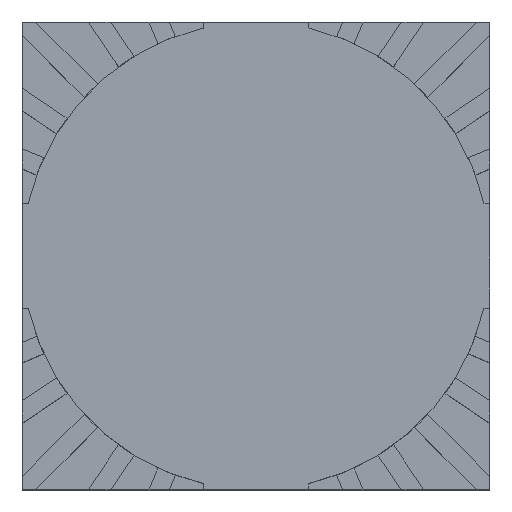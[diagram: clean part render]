
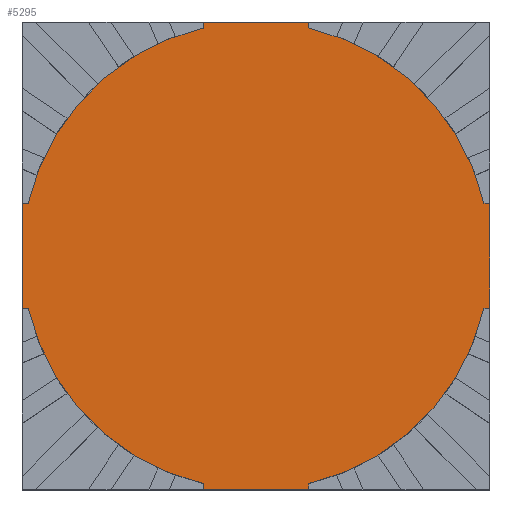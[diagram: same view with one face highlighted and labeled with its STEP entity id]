
A CAD part, top view. The second image highlights one B-rep face of the part: STEP entity #5295.
In plain terms, the highlighted free-form (B-spline) face has degree [1, 1] with [2, 2] control points.
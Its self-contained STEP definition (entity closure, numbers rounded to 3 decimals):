
#4905=CARTESIAN_POINT('',(24.84,-0.712,23.1));
#4906=VERTEX_POINT('',#4905);
#4915=CARTESIAN_POINT('',(24.84,-5.595,23.1));
#4916=VERTEX_POINT('',#4915);
#4917=CARTESIAN_POINT('',(24.84,-0.712,23.1));
#4918=DIRECTION('',(0.0,-1.0,0.0));
#4919=VECTOR('',#4918,4.883);
#4920=LINE('',#4917,#4919);
#4921=EDGE_CURVE('',#4906,#4916,#4920,.T.);
#4947=CARTESIAN_POINT('',(24.84,0.702,23.1));
#4948=VERTEX_POINT('',#4947);
#4963=CARTESIAN_POINT('',(24.84,5.6,23.1));
#4964=VERTEX_POINT('',#4963);
#4971=CARTESIAN_POINT('',(24.84,5.6,23.1));
#4972=DIRECTION('',(0.0,-1.0,0.0));
#4973=VECTOR('',#4972,4.898);
#4974=LINE('',#4971,#4973);
#4975=EDGE_CURVE('',#4964,#4948,#4974,.T.);
#4987=CARTESIAN_POINT('',(-24.199,5.6,23.1));
#4988=VERTEX_POINT('',#4987);
#5003=CARTESIAN_POINT('',(-24.85,5.6,23.1));
#5004=VERTEX_POINT('',#5003);
#5011=CARTESIAN_POINT('',(-24.85,5.6,23.1));
#5012=DIRECTION('',(1.0,0.0,0.0));
#5013=VECTOR('',#5012,0.651);
#5014=LINE('',#5011,#5013);
#5015=EDGE_CURVE('',#5004,#4988,#5014,.T.);
#5025=CARTESIAN_POINT('',(-24.203,-5.595,23.1));
#5026=VERTEX_POINT('',#5025);
#5035=CARTESIAN_POINT('',(-24.85,-5.595,23.1));
#5036=VERTEX_POINT('',#5035);
#5037=CARTESIAN_POINT('',(-24.203,-5.595,23.1));
#5038=DIRECTION('',(-1.0,0.0,0.0));
#5039=VECTOR('',#5038,0.647);
#5040=LINE('',#5037,#5039);
#5041=EDGE_CURVE('',#5026,#5036,#5040,.T.);
#5067=CARTESIAN_POINT('',(24.213,-5.595,23.1));
#5068=VERTEX_POINT('',#5067);
#5082=CARTESIAN_POINT('',(24.84,-5.595,23.1));
#5083=DIRECTION('',(-1.0,0.0,0.0));
#5084=VECTOR('',#5083,0.627);
#5085=LINE('',#5082,#5084);
#5086=EDGE_CURVE('',#4916,#5068,#5085,.T.);
#5096=CARTESIAN_POINT('',(24.209,5.6,23.1));
#5097=VERTEX_POINT('',#5096);
#5106=CARTESIAN_POINT('',(24.209,5.6,23.1));
#5107=DIRECTION('',(1.0,0.0,0.0));
#5108=VECTOR('',#5107,0.63);
#5109=LINE('',#5106,#5108);
#5110=EDGE_CURVE('',#5097,#4964,#5109,.T.);
#5128=CARTESIAN_POINT('',(-24.85,-5.595,23.1));
#5129=DIRECTION('',(0.0,1.0,0.0));
#5130=VECTOR('',#5129,11.195);
#5131=LINE('',#5128,#5130);
#5132=EDGE_CURVE('',#5036,#5004,#5131,.T.);
#5150=CARTESIAN_POINT('',(5.595,-24.213,23.1));
#5151=VERTEX_POINT('',#5150);
#5152=CARTESIAN_POINT('',(0.005,-0.005,23.1));
#5153=DIRECTION('',(0.0,0.0,1.0));
#5154=DIRECTION('',(1.0,0.0,0.0));
#5155=AXIS2_PLACEMENT_3D('',#5152,#5153,#5154);
#5156=CIRCLE('',#5155,24.845);
#5157=EDGE_CURVE('',#5151,#5068,#5156,.T.);
#5192=CARTESIAN_POINT('',(5.595,24.203,23.1));
#5193=VERTEX_POINT('',#5192);
#5200=CARTESIAN_POINT('',(0.005,-0.005,23.1));
#5201=DIRECTION('',(0.0,0.0,1.0));
#5202=DIRECTION('',(1.0,0.0,0.0));
#5203=AXIS2_PLACEMENT_3D('',#5200,#5201,#5202);
#5204=CIRCLE('',#5203,24.845);
#5205=EDGE_CURVE('',#5097,#5193,#5204,.T.);
#5210=CARTESIAN_POINT('',(24.85,-24.85,23.1));
#5211=CARTESIAN_POINT('',(24.85,24.84,23.1));
#5212=CARTESIAN_POINT('',(-24.85,-24.85,23.1));
#5213=CARTESIAN_POINT('',(-24.85,24.84,23.1));
#5214=B_SPLINE_SURFACE_WITH_KNOTS('',1,1,((#5210,#5212),(#5211,#5213)),.UNSPECIFIED.,.F.,.F.,.U.,(2,2),(2,2),(0.0,49.69),(0.0,49.7),.UNSPECIFIED.);
#5215=CARTESIAN_POINT('',(0.005,-0.005,23.1));
#5216=DIRECTION('',(0.0,0.0,1.0));
#5217=DIRECTION('',(1.0,0.0,0.0));
#5218=AXIS2_PLACEMENT_3D('',#5215,#5216,#5217);
#5219=CIRCLE('',#5218,24.845);
#5220=EDGE_CURVE('',#4906,#4948,#5219,.T.);
#5221=ORIENTED_EDGE('',*,*,#5220,.T.);
#5222=ORIENTED_EDGE('',*,*,#4975,.F.);
#5223=ORIENTED_EDGE('',*,*,#5110,.F.);
#5224=ORIENTED_EDGE('',*,*,#5205,.T.);
#5225=CARTESIAN_POINT('',(5.595,24.84,23.1));
#5226=VERTEX_POINT('',#5225);
#5227=CARTESIAN_POINT('',(5.595,24.84,23.1));
#5228=DIRECTION('',(0.0,-1.0,0.0));
#5229=VECTOR('',#5228,0.637);
#5230=LINE('',#5227,#5229);
#5231=EDGE_CURVE('',#5226,#5193,#5230,.T.);
#5232=ORIENTED_EDGE('',*,*,#5231,.F.);
#5233=CARTESIAN_POINT('',(-5.6,24.84,23.1));
#5234=VERTEX_POINT('',#5233);
#5235=CARTESIAN_POINT('',(-5.6,24.84,23.1));
#5236=DIRECTION('',(1.0,0.0,0.0));
#5237=VECTOR('',#5236,11.195);
#5238=LINE('',#5235,#5237);
#5239=EDGE_CURVE('',#5234,#5226,#5238,.T.);
#5240=ORIENTED_EDGE('',*,*,#5239,.F.);
#5241=CARTESIAN_POINT('',(-5.6,24.199,23.1));
#5242=VERTEX_POINT('',#5241);
#5243=CARTESIAN_POINT('',(-5.6,24.199,23.1));
#5244=DIRECTION('',(0.0,1.0,0.0));
#5245=VECTOR('',#5244,0.641);
#5246=LINE('',#5243,#5245);
#5247=EDGE_CURVE('',#5242,#5234,#5246,.T.);
#5248=ORIENTED_EDGE('',*,*,#5247,.F.);
#5249=CARTESIAN_POINT('',(0.005,-0.005,23.1));
#5250=DIRECTION('',(0.0,0.0,1.0));
#5251=DIRECTION('',(1.0,0.0,0.0));
#5252=AXIS2_PLACEMENT_3D('',#5249,#5250,#5251);
#5253=CIRCLE('',#5252,24.845);
#5254=EDGE_CURVE('',#5242,#4988,#5253,.T.);
#5255=ORIENTED_EDGE('',*,*,#5254,.T.);
#5256=ORIENTED_EDGE('',*,*,#5015,.F.);
#5257=ORIENTED_EDGE('',*,*,#5132,.F.);
#5258=ORIENTED_EDGE('',*,*,#5041,.F.);
#5259=CARTESIAN_POINT('',(-5.6,-24.209,23.1));
#5260=VERTEX_POINT('',#5259);
#5261=CARTESIAN_POINT('',(0.005,-0.005,23.1));
#5262=DIRECTION('',(0.0,0.0,1.0));
#5263=DIRECTION('',(1.0,0.0,0.0));
#5264=AXIS2_PLACEMENT_3D('',#5261,#5262,#5263);
#5265=CIRCLE('',#5264,24.845);
#5266=EDGE_CURVE('',#5026,#5260,#5265,.T.);
#5267=ORIENTED_EDGE('',*,*,#5266,.T.);
#5268=CARTESIAN_POINT('',(-5.6,-24.85,23.1));
#5269=VERTEX_POINT('',#5268);
#5270=CARTESIAN_POINT('',(-5.6,-24.85,23.1));
#5271=DIRECTION('',(0.0,1.0,0.0));
#5272=VECTOR('',#5271,0.641);
#5273=LINE('',#5270,#5272);
#5274=EDGE_CURVE('',#5269,#5260,#5273,.T.);
#5275=ORIENTED_EDGE('',*,*,#5274,.F.);
#5276=CARTESIAN_POINT('',(5.595,-24.85,23.1));
#5277=VERTEX_POINT('',#5276);
#5278=CARTESIAN_POINT('',(5.595,-24.85,23.1));
#5279=DIRECTION('',(-1.0,0.0,0.0));
#5280=VECTOR('',#5279,11.195);
#5281=LINE('',#5278,#5280);
#5282=EDGE_CURVE('',#5277,#5269,#5281,.T.);
#5283=ORIENTED_EDGE('',*,*,#5282,.F.);
#5284=CARTESIAN_POINT('',(5.595,-24.213,23.1));
#5285=DIRECTION('',(0.0,-1.0,0.0));
#5286=VECTOR('',#5285,0.637);
#5287=LINE('',#5284,#5286);
#5288=EDGE_CURVE('',#5151,#5277,#5287,.T.);
#5289=ORIENTED_EDGE('',*,*,#5288,.F.);
#5290=ORIENTED_EDGE('',*,*,#5157,.T.);
#5291=ORIENTED_EDGE('',*,*,#5086,.F.);
#5292=ORIENTED_EDGE('',*,*,#4921,.F.);
#5293=EDGE_LOOP('',(#5221,#5222,#5223,#5224,#5232,#5240,#5248,#5255,#5256,#5257,#5258,#5267,#5275,#5283,#5289,#5290,#5291,#5292));
#5294=FACE_OUTER_BOUND('',#5293,.T.);
#5295=ADVANCED_FACE('',(#5294),#5214,.T.);
